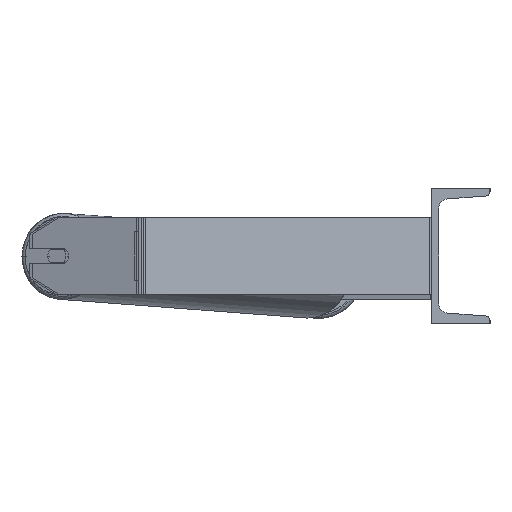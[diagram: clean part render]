
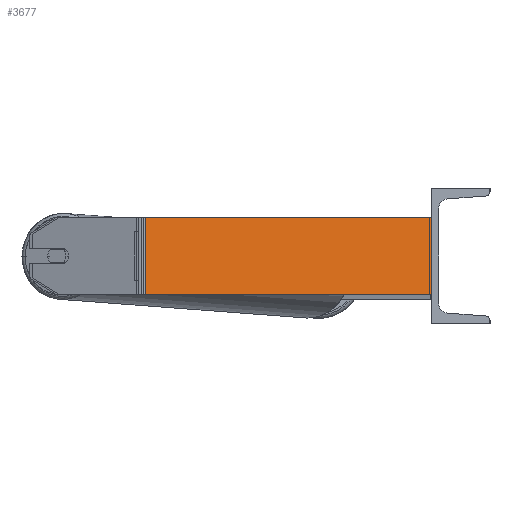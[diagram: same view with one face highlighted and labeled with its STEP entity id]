
A CAD part, left-side view. The second image highlights one B-rep face of the part: STEP entity #3677.
In plain terms, the highlighted planar face has unit normal (-0.966, -0.259, 0).
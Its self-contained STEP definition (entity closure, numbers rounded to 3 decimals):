
#230 = FACE_OUTER_BOUND ( 'NONE', #2510, .T. ) ;
#277 = CARTESIAN_POINT ( 'NONE',  ( -1165.497, 300.417, 40. ) ) ;
#326 = VERTEX_POINT ( 'NONE', #4402 ) ;
#1099 = CARTESIAN_POINT ( 'NONE',  ( -1165.497, 300.417, 40. ) ) ;
#1499 = ORIENTED_EDGE ( 'NONE', *, *, #6629, .T. ) ;
#1903 = DIRECTION ( 'NONE',  ( 0.259, -0.966, 0. ) ) ;
#1957 = LINE ( 'NONE', #4065, #7197 ) ;
#2085 = CARTESIAN_POINT ( 'NONE',  ( -1164.191, 295.544, -40. ) ) ;
#2475 = VERTEX_POINT ( 'NONE', #7174 ) ;
#2496 = LINE ( 'NONE', #1099, #7699 ) ;
#2510 = EDGE_LOOP ( 'NONE', ( #1499, #7938, #8259, #3746 ) ) ;
#2544 = DIRECTION ( 'NONE',  ( 0.259, -0.966, 0. ) ) ;
#2934 = VECTOR ( 'NONE', #5596, 1000. ) ;
#3677 = ADVANCED_FACE ( 'NONE', ( #230 ), #4518, .F. ) ;
#3746 = ORIENTED_EDGE ( 'NONE', *, *, #5977, .T. ) ;
#4065 = CARTESIAN_POINT ( 'NONE',  ( -1165.497, 300.417, -40. ) ) ;
#4114 = CARTESIAN_POINT ( 'NONE',  ( -1164.191, 295.544, 40. ) ) ;
#4307 = VERTEX_POINT ( 'NONE', #6159 ) ;
#4402 = CARTESIAN_POINT ( 'NONE',  ( -1085., 0., 40. ) ) ;
#4518 = PLANE ( 'NONE',  #4717 ) ;
#4717 = AXIS2_PLACEMENT_3D ( 'NONE', #277, #8728, #8690 ) ;
#5060 = VERTEX_POINT ( 'NONE', #2085 ) ;
#5508 = LINE ( 'NONE', #6911, #2934 ) ;
#5596 = DIRECTION ( 'NONE',  ( 0., 0., -1. ) ) ;
#5628 = EDGE_CURVE ( 'NONE', #326, #2475, #5508, .T. ) ;
#5977 = EDGE_CURVE ( 'NONE', #4307, #5060, #6854, .T. ) ;
#6015 = VECTOR ( 'NONE', #6296, 1000. ) ;
#6159 = CARTESIAN_POINT ( 'NONE',  ( -1164.191, 295.544, 40. ) ) ;
#6296 = DIRECTION ( 'NONE',  ( 0., 0., -1. ) ) ;
#6629 = EDGE_CURVE ( 'NONE', #5060, #2475, #1957, .T. ) ;
#6854 = LINE ( 'NONE', #4114, #6015 ) ;
#6911 = CARTESIAN_POINT ( 'NONE',  ( -1085., 0., 40. ) ) ;
#7174 = CARTESIAN_POINT ( 'NONE',  ( -1085., 0., -40. ) ) ;
#7197 = VECTOR ( 'NONE', #1903, 1000. ) ;
#7699 = VECTOR ( 'NONE', #2544, 1000. ) ;
#7938 = ORIENTED_EDGE ( 'NONE', *, *, #5628, .F. ) ;
#8259 = ORIENTED_EDGE ( 'NONE', *, *, #8857, .F. ) ;
#8690 = DIRECTION ( 'NONE',  ( -0.259, 0.966, 0. ) ) ;
#8728 = DIRECTION ( 'NONE',  ( 0.966, 0.259, 0. ) ) ;
#8857 = EDGE_CURVE ( 'NONE', #4307, #326, #2496, .T. ) ;
